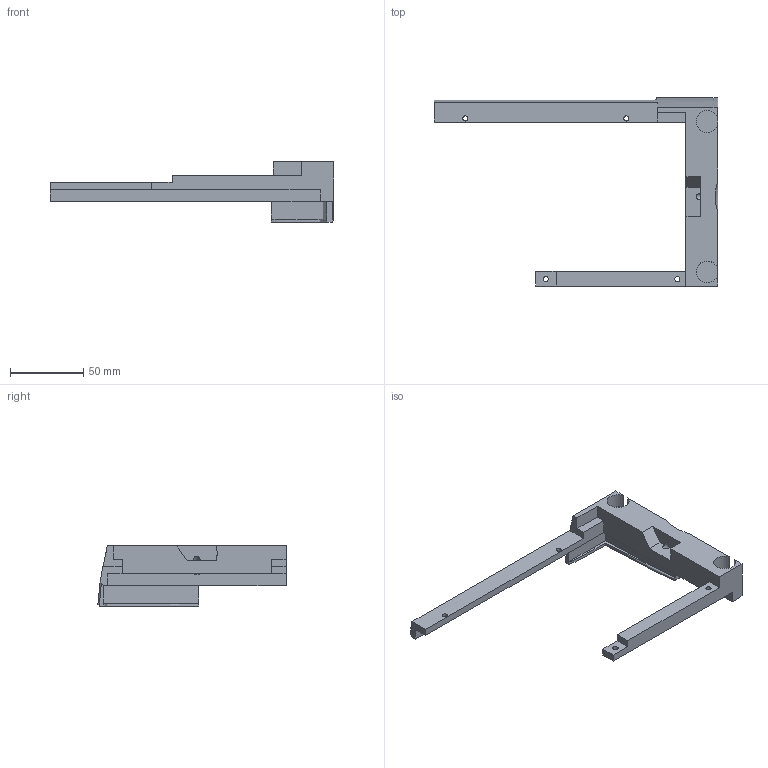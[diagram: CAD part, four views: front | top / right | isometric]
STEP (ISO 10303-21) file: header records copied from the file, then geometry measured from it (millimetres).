
FILE_DESCRIPTION(('FreeCAD Model'),'2;1');
FILE_NAME('Open CASCADE Shape Model','2025-01-09T12:16:55',(''),(''), 'Open CASCADE STEP processor 7.6','FreeCAD','Unknown');
FILE_SCHEMA(('AUTOMOTIVE_DESIGN { 1 0 10303 214 1 1 1 1 }'));
Length unit declared in the file: millimetre
Products named in the file (1): RightPart
Bounding box: 193.57 x 128.52 x 41.1 mm (x, y, z)
Volume: 91507.7 mm3; surface area: 31765 mm2
Topology: 1 solids, 1 shells, 54 faces, 154 edges, 101 vertices
Faces by surface type: plane 36, cylinder 9, extrusion 4, bspline 4, revolution 1
Full cylindrical faces by diameter (mm): 3.5 x4, 4.5 x1, 10 x1
Entity records: 5125 total; most frequent: CARTESIAN_POINT 2131, DIRECTION 507, VECTOR 349, LINE 345, ORIENTED_EDGE 308, PCURVE 308, DEFINITIONAL_REPRESENTATION 308, EDGE_CURVE 154
